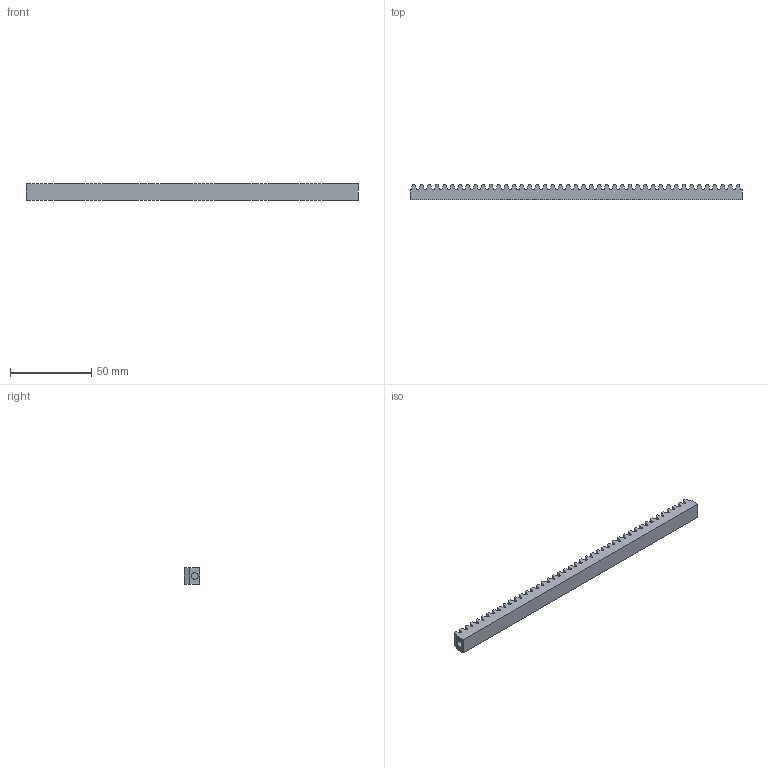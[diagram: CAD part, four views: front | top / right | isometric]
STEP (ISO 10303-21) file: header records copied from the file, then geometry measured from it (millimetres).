
FILE_DESCRIPTION(/* description */ (''),/* implementation_level */ '2;1');
FILE_NAME(/* name */ 'WS3_Gear Rack, Module=1.5.step',/* time_stamp */ '2026-01-20T15:59:58+01:00',/* author */ (''),/* organization */ (''),/* preprocessor_version */ 'ST-DEVELOPER v20.1',/* originating_system */ 'Autodesk Translation Framework v14.17.0.0',/* authorisation */ '');
FILE_SCHEMA (('AUTOMOTIVE_DESIGN { 1 0 10303 214 3 1 1 }'));
Length unit declared in the file: millimetre
Products named in the file (1): WS3_Gear Rack, Module=1.5
Bounding box: 204.29 x 9.38 x 10 mm (x, y, z)
Volume: 15814.3 mm3; surface area: 9412.4 mm2
Topology: 1 solids, 1 shells, 1126 faces, 3369 edges, 2246 vertices
Faces by surface type: plane 1125, cylinder 1
Full cylindrical faces by diameter (mm): 4.1 x1
Entity records: 37128 total; most frequent: CARTESIAN_POINT 6742, ORIENTED_EDGE 6738, DIRECTION 5625, EDGE_CURVE 3369, LINE 3367, VECTOR 3367, VERTEX_POINT 2246, AXIS2_PLACEMENT_3D 1129
